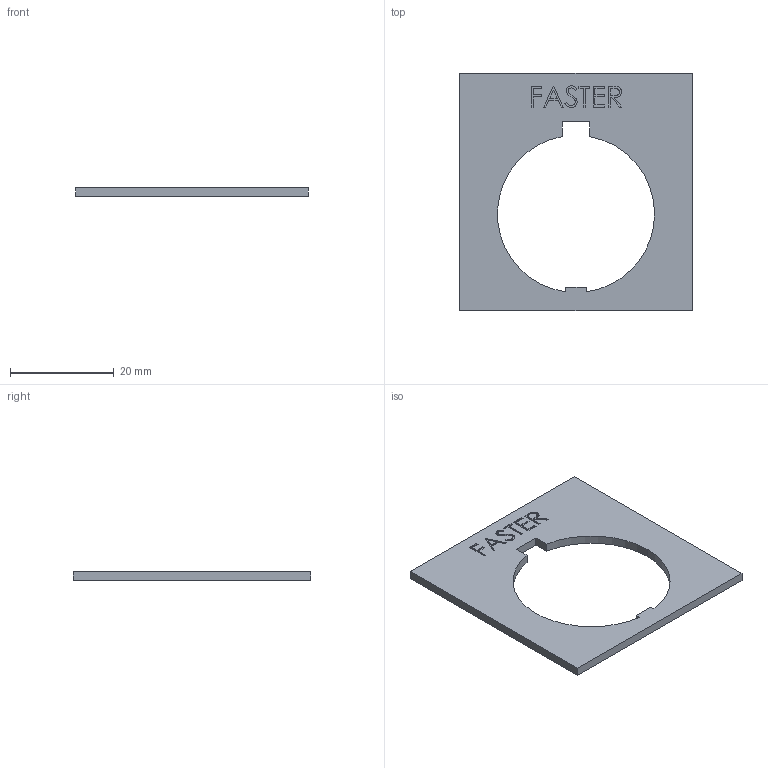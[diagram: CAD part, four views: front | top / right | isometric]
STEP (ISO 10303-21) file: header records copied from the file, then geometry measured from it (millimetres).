
FILE_DESCRIPTION (( 'STEP AP214' ), '1' );
FILE_NAME ('HT8SP87.step', '2018-07-05T19:55:49', ( '' ), ( '' ), 'SwSTEP 2.0', 'SolidWorks 2017', '' );
FILE_SCHEMA (( 'AUTOMOTIVE_DESIGN' ));
Length unit declared in the file: millimetre
Products named in the file (1): HT8SP87
Bounding box: 44.8 x 45.75 x 1.7 mm (x, y, z)
Volume: 2235.6 mm3; surface area: 3144.7 mm2
Topology: 1 solids, 1 shells, 97 faces, 261 edges, 174 vertices
Faces by surface type: plane 74, bspline 20, cylinder 3
Entity records: 4835 total; most frequent: CARTESIAN_POINT 1609, ORIENTED_EDGE 522, DIRECTION 383, EDGE_CURVE 261, VECTOR 215, LINE 215, VERTEX_POINT 174, EDGE_LOOP 107
